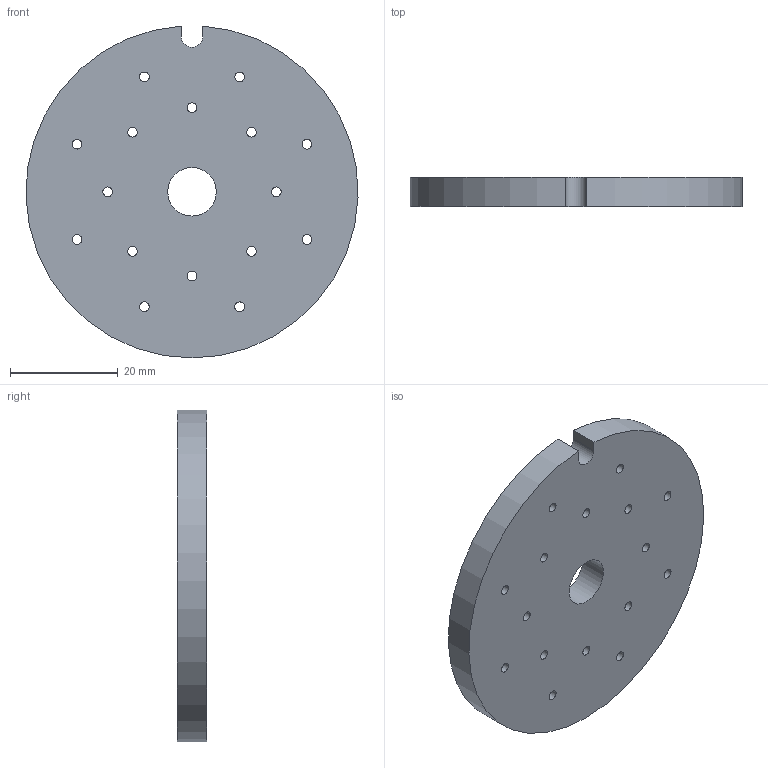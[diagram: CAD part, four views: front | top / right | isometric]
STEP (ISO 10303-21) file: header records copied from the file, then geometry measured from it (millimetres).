
FILE_DESCRIPTION(/* description */ ('STEP AP214'),/* implementation_level */ '2;1');
FILE_NAME(/* name */ '60f5b5384d922a0788bad455',/* time_stamp */ '2021-07-19T17:24:09+00:00',/* author */ (''),/* organization */ (''),/* preprocessor_version */ 'ST-DEVELOPER v18.1',/* originating_system */ ' ',/* authorisation */ ' ');
FILE_SCHEMA (('AUTOMOTIVE_DESIGN {1 0 10303 214 3 1 1}'));
Length unit declared in the file: metre
Products named in the file (1): buse 1
Bounding box: 61.57 x 5.4 x 61.53 mm (x, y, z)
Volume: 15453.2 mm3; surface area: 7442.9 mm2
Topology: 1 solids, 1 shells, 23 faces, 63 edges, 42 vertices
Faces by surface type: cylinder 19, plane 4
Full cylindrical faces by diameter (mm): 1.8 x16, 9 x1
Entity records: 768 total; most frequent: DIRECTION 132, CARTESIAN_POINT 112, ORIENTED_EDGE 92, EDGE_LOOP 74, FACE_BOUND 74, AXIS2_PLACEMENT_3D 62, EDGE_CURVE 46, VERTEX_POINT 42
